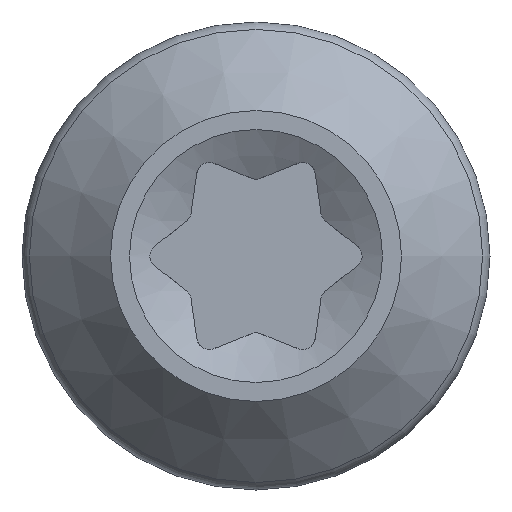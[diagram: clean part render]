
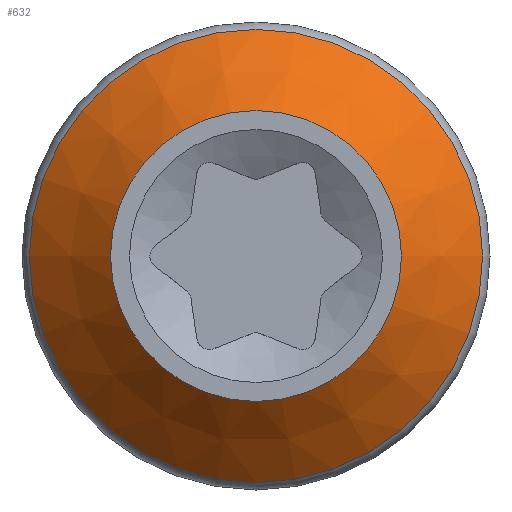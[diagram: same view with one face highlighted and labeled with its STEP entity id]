
A CAD part, left-side view. The second image highlights one B-rep face of the part: STEP entity #632.
In plain terms, the highlighted conical face has half-angle 45 degrees and reference radius 7.5 mm.
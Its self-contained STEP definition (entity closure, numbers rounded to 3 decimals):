
#21=CONICAL_SURFACE('',#716,7.5,0.785);
#83=FACE_OUTER_BOUND('',#119,.T.);
#119=EDGE_LOOP('',(#578,#579,#580,#581,#582));
#175=LINE('',#1231,#216);
#216=VECTOR('',#881,7.5);
#241=CIRCLE('',#714,8.957);
#242=CIRCLE('',#715,8.957);
#243=CIRCLE('',#717,5.75);
#303=VERTEX_POINT('',#1224);
#304=VERTEX_POINT('',#1226);
#305=VERTEX_POINT('',#1230);
#395=EDGE_CURVE('',#303,#304,#241,.T.);
#396=EDGE_CURVE('',#304,#303,#242,.T.);
#397=EDGE_CURVE('',#304,#305,#175,.T.);
#398=EDGE_CURVE('',#305,#305,#243,.T.);
#578=ORIENTED_EDGE('',*,*,#396,.F.);
#579=ORIENTED_EDGE('',*,*,#397,.T.);
#580=ORIENTED_EDGE('',*,*,#398,.T.);
#581=ORIENTED_EDGE('',*,*,#397,.F.);
#582=ORIENTED_EDGE('',*,*,#395,.F.);
#632=ADVANCED_FACE('',(#83),#21,.T.);
#714=AXIS2_PLACEMENT_3D('',#1227,#875,#876);
#715=AXIS2_PLACEMENT_3D('',#1228,#877,#878);
#716=AXIS2_PLACEMENT_3D('',#1229,#879,#880);
#717=AXIS2_PLACEMENT_3D('',#1232,#882,#883);
#875=DIRECTION('center_axis',(1.,0.,0.));
#876=DIRECTION('ref_axis',(0.,-1.,0.));
#877=DIRECTION('center_axis',(1.,0.,0.));
#878=DIRECTION('ref_axis',(0.,-1.,0.));
#879=DIRECTION('center_axis',(1.,0.,0.));
#880=DIRECTION('ref_axis',(0.,1.,0.));
#881=DIRECTION('',(-0.707,0.707,0.));
#882=DIRECTION('center_axis',(1.,0.,0.));
#883=DIRECTION('ref_axis',(0.,0.,-1.));
#1224=CARTESIAN_POINT('',(-2.793,0.,8.957));
#1226=CARTESIAN_POINT('',(-2.793,-8.957,0.));
#1227=CARTESIAN_POINT('Origin',(-2.793,0.,0.));
#1228=CARTESIAN_POINT('Origin',(-2.793,0.,0.));
#1229=CARTESIAN_POINT('Origin',(-4.25,0.,0.));
#1230=CARTESIAN_POINT('',(-6.,-5.75,0.));
#1231=CARTESIAN_POINT('',(-4.25,-7.5,0.));
#1232=CARTESIAN_POINT('Origin',(-6.,0.,0.));
